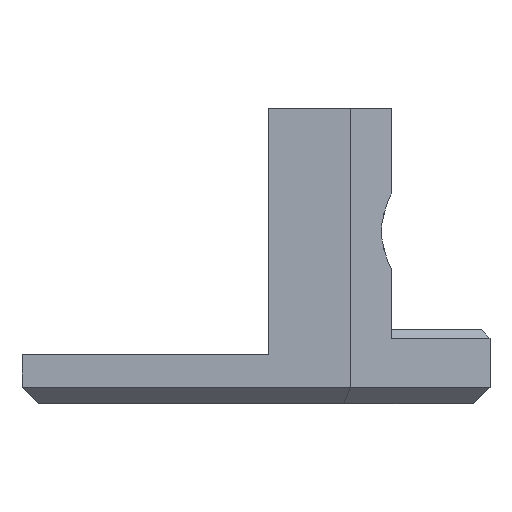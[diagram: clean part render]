
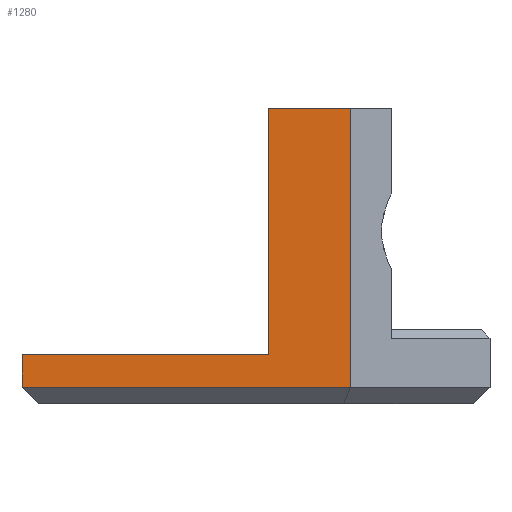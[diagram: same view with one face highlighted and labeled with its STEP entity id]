
A CAD part, left-side view. The second image highlights one B-rep face of the part: STEP entity #1280.
In plain terms, the highlighted planar face has unit normal (-1, 0, 0).
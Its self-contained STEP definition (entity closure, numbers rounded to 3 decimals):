
#159=FACE_OUTER_BOUND('',#235,.T.);
#235=EDGE_LOOP('',(#1072,#1073,#1074,#1075,#1076,#1077));
#318=LINE('',#2121,#444);
#322=LINE('',#2180,#448);
#345=LINE('',#2243,#471);
#359=LINE('',#2269,#485);
#360=LINE('',#2272,#486);
#361=LINE('',#2273,#487);
#444=VECTOR('',#1475,10.);
#448=VECTOR('',#1501,10.);
#471=VECTOR('',#1550,10.);
#485=VECTOR('',#1576,10.);
#486=VECTOR('',#1579,10.);
#487=VECTOR('',#1580,10.);
#570=VERTEX_POINT('',#2110);
#575=VERTEX_POINT('',#2119);
#587=VERTEX_POINT('',#2177);
#588=VERTEX_POINT('',#2179);
#606=VERTEX_POINT('',#2242);
#613=VERTEX_POINT('',#2271);
#722=EDGE_CURVE('',#575,#570,#318,.T.);
#737=EDGE_CURVE('',#588,#587,#322,.T.);
#765=EDGE_CURVE('',#588,#606,#345,.T.);
#779=EDGE_CURVE('',#606,#575,#359,.T.);
#780=EDGE_CURVE('',#613,#587,#360,.T.);
#781=EDGE_CURVE('',#570,#613,#361,.T.);
#1072=ORIENTED_EDGE('',*,*,#765,.F.);
#1073=ORIENTED_EDGE('',*,*,#737,.T.);
#1074=ORIENTED_EDGE('',*,*,#780,.F.);
#1075=ORIENTED_EDGE('',*,*,#781,.F.);
#1076=ORIENTED_EDGE('',*,*,#722,.F.);
#1077=ORIENTED_EDGE('',*,*,#779,.F.);
#1216=PLANE('',#1360);
#1280=ADVANCED_FACE('',(#159),#1216,.T.);
#1360=AXIS2_PLACEMENT_3D('',#2270,#1577,#1578);
#1475=DIRECTION('',(0.,-1.,0.));
#1501=DIRECTION('',(0.,0.,1.));
#1550=DIRECTION('',(0.,1.,0.));
#1576=DIRECTION('',(0.,0.,1.));
#1577=DIRECTION('center_axis',(-1.,0.,0.));
#1578=DIRECTION('ref_axis',(0.,-1.,0.));
#1579=DIRECTION('',(0.,-1.,0.));
#1580=DIRECTION('',(0.,0.,1.));
#2110=CARTESIAN_POINT('',(5.,27.,6.));
#2119=CARTESIAN_POINT('',(5.,57.,6.));
#2121=CARTESIAN_POINT('',(5.,57.,6.));
#2177=CARTESIAN_POINT('',(5.,17.,36.));
#2179=CARTESIAN_POINT('',(5.,17.,2.));
#2180=CARTESIAN_POINT('',(5.,17.,0.));
#2242=CARTESIAN_POINT('',(5.,57.,2.));
#2243=CARTESIAN_POINT('',(5.,42.75,2.));
#2269=CARTESIAN_POINT('',(5.,57.,0.));
#2270=CARTESIAN_POINT('Origin',(5.,57.,0.));
#2271=CARTESIAN_POINT('',(5.,27.,36.));
#2272=CARTESIAN_POINT('',(5.,23.25,36.));
#2273=CARTESIAN_POINT('',(5.,27.,6.));
